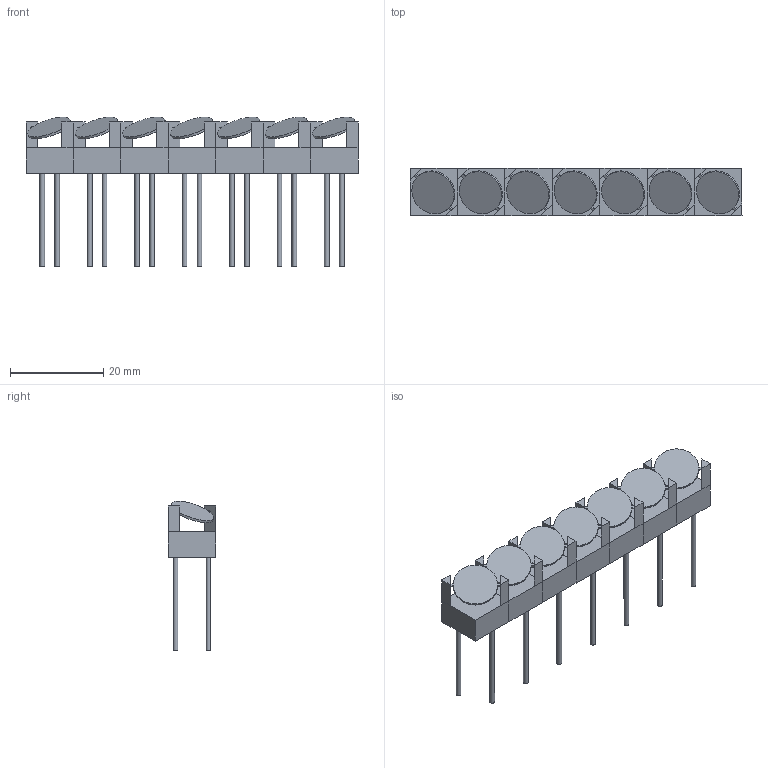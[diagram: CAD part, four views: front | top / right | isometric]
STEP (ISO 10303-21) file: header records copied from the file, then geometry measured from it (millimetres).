
FILE_DESCRIPTION(('FreeCAD Model'),'2;1');
FILE_NAME('Open CASCADE Shape Model','2023-11-19T12:39:15',(''),(''), 'Open CASCADE STEP processor 7.6','FreeCAD','Unknown');
FILE_SCHEMA(('AUTOMOTIVE_DESIGN { 1 0 10303 214 1 1 1 1 }'));
Length unit declared in the file: millimetre
Products named in the file (3): Part; Body; Body001
Assembly tree (8 placements, depth 2):
  Part
    Body
    Body001  x7
Bounding box: 71.05 x 10.15 x 32.03 mm (x, y, z)
Volume: 4679.4 mm3; surface area: 5004.3 mm2
Topology: 8 solids, 8 shells, 184 faces, 396 edges, 242 vertices
Faces by surface type: plane 156, cylinder 28
Full cylindrical faces by diameter (mm): 1 x14
Entity records: 6594 total; most frequent: CARTESIAN_POINT 1203, DIRECTION 1026, LINE 692, VECTOR 692, ORIENTED_EDGE 504, PCURVE 504, DEFINITIONAL_REPRESENTATION 504, EDGE_CURVE 252
